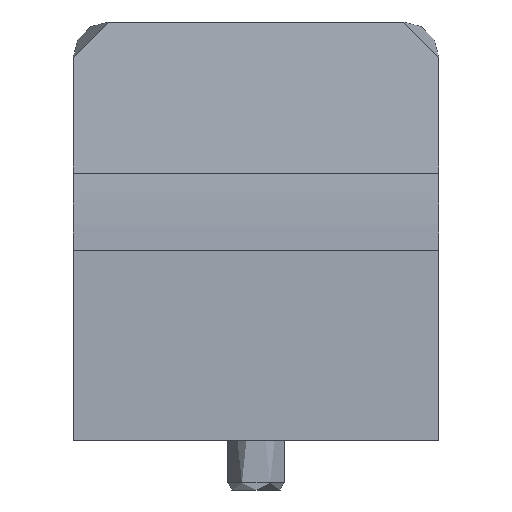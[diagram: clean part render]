
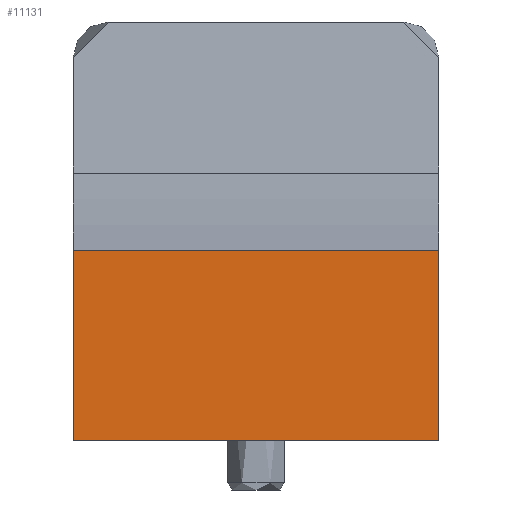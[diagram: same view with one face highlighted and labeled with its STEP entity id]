
A CAD part, left-side view. The second image highlights one B-rep face of the part: STEP entity #11131.
In plain terms, the highlighted planar face has unit normal (-1, 0, 0).
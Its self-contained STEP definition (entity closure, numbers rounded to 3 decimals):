
#33 = FACE_OUTER_BOUND ( 'NONE', #10964, .T. ) ;
#375 = VERTEX_POINT ( 'NONE', #10079 ) ;
#2255 = CARTESIAN_POINT ( 'NONE',  ( -9., -26., -7.585 ) ) ;
#3341 = CARTESIAN_POINT ( 'NONE',  ( -9., 26., -7.585 ) ) ;
#3925 = CARTESIAN_POINT ( 'NONE',  ( -9., -26., 0. ) ) ;
#4757 = VECTOR ( 'NONE', #25007, 1000. ) ;
#5082 = LINE ( 'NONE', #28433, #9777 ) ;
#5407 = VERTEX_POINT ( 'NONE', #8493 ) ;
#6284 = CARTESIAN_POINT ( 'NONE',  ( -9., 26., 0. ) ) ;
#6712 = ORIENTED_EDGE ( 'NONE', *, *, #31354, .F. ) ;
#7315 = VERTEX_POINT ( 'NONE', #3341 ) ;
#8493 = CARTESIAN_POINT ( 'NONE',  ( -9., 26., 19.461 ) ) ;
#8780 = PLANE ( 'NONE',  #15710 ) ;
#9013 = ORIENTED_EDGE ( 'NONE', *, *, #23120, .T. ) ;
#9020 = VECTOR ( 'NONE', #26142, 1000. ) ;
#9777 = VECTOR ( 'NONE', #30846, 1000. ) ;
#10079 = CARTESIAN_POINT ( 'NONE',  ( -9., -26., 19.461 ) ) ;
#10964 = EDGE_LOOP ( 'NONE', ( #6712, #25041, #9013, #22424 ) ) ;
#11131 = ADVANCED_FACE ( 'NONE', ( #33 ), #8780, .F. ) ;
#11273 = DIRECTION ( 'NONE',  ( 0., 0., -1. ) ) ;
#12909 = LINE ( 'NONE', #14610, #14430 ) ;
#14430 = VECTOR ( 'NONE', #26565, 1000. ) ;
#14610 = CARTESIAN_POINT ( 'NONE',  ( -9., 26., -7.585 ) ) ;
#15710 = AXIS2_PLACEMENT_3D ( 'NONE', #6284, #18586, #11273 ) ;
#17690 = VERTEX_POINT ( 'NONE', #2255 ) ;
#18253 = LINE ( 'NONE', #3925, #9020 ) ;
#18586 = DIRECTION ( 'NONE',  ( 1., 0., 0. ) ) ;
#19098 = LINE ( 'NONE', #22745, #4757 ) ;
#22424 = ORIENTED_EDGE ( 'NONE', *, *, #24541, .F. ) ;
#22745 = CARTESIAN_POINT ( 'NONE',  ( -9., 26., 0. ) ) ;
#23120 = EDGE_CURVE ( 'NONE', #375, #5407, #5082, .T. ) ;
#24541 = EDGE_CURVE ( 'NONE', #7315, #5407, #19098, .T. ) ;
#25007 = DIRECTION ( 'NONE',  ( 0., 0., 1. ) ) ;
#25041 = ORIENTED_EDGE ( 'NONE', *, *, #31802, .T. ) ;
#26142 = DIRECTION ( 'NONE',  ( 0., 0., 1. ) ) ;
#26565 = DIRECTION ( 'NONE',  ( 0., 1., 0. ) ) ;
#28433 = CARTESIAN_POINT ( 'NONE',  ( -9., 26., 19.461 ) ) ;
#30846 = DIRECTION ( 'NONE',  ( 0., 1., 0. ) ) ;
#31354 = EDGE_CURVE ( 'NONE', #17690, #7315, #12909, .T. ) ;
#31802 = EDGE_CURVE ( 'NONE', #17690, #375, #18253, .T. ) ;
